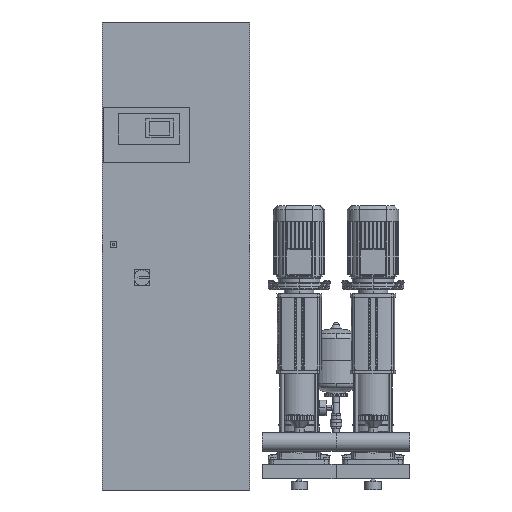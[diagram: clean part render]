
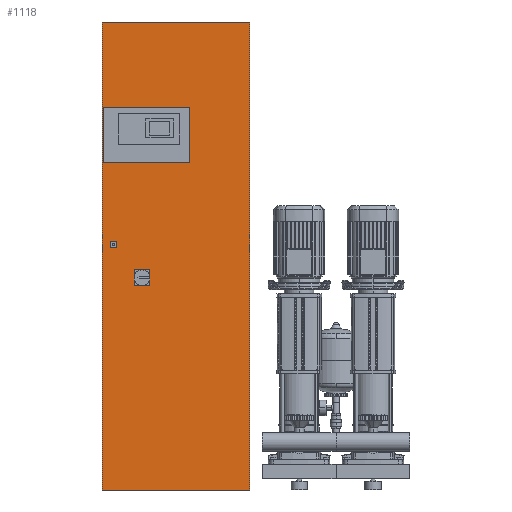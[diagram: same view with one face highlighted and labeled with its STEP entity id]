
A CAD part, front view. The second image highlights one B-rep face of the part: STEP entity #1118.
In plain terms, the highlighted planar face has unit normal (0, -1, 0).
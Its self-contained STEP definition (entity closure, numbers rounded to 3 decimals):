
#1011=CARTESIAN_POINT('',(-350.,-250.,950.0));
#1012=DIRECTION('',(0.0,-1.0,0.0));
#1013=DIRECTION('',(1.0,0.0,0.0));
#1014=AXIS2_PLACEMENT_3D('',#1011,#1012,#1013);
#1015=PLANE('',#1014);
#1016=CARTESIAN_POINT('',(-650.,-250.,1900.0));
#1017=VERTEX_POINT('',#1016);
#1018=CARTESIAN_POINT('',(-50.,-250.,1900.0));
#1019=VERTEX_POINT('',#1018);
#1020=CARTESIAN_POINT('',(-650.,-250.,1900.0));
#1021=DIRECTION('',(1.0,0.0,0.0));
#1022=VECTOR('',#1021,600.);
#1023=LINE('',#1020,#1022);
#1024=EDGE_CURVE('',#1017,#1019,#1023,.T.);
#1025=ORIENTED_EDGE('',*,*,#1024,.F.);
#1026=CARTESIAN_POINT('',(-650.0,-250.,0.));
#1027=VERTEX_POINT('',#1026);
#1028=CARTESIAN_POINT('',(-650.0,-250.,0.));
#1029=DIRECTION('',(0.0,0.0,1.0));
#1030=VECTOR('',#1029,1900.0);
#1031=LINE('',#1028,#1030);
#1032=EDGE_CURVE('',#1027,#1017,#1031,.T.);
#1033=ORIENTED_EDGE('',*,*,#1032,.F.);
#1034=CARTESIAN_POINT('',(-50.0,-250.,0.));
#1035=VERTEX_POINT('',#1034);
#1036=CARTESIAN_POINT('',(-50.0,-250.,0.));
#1037=DIRECTION('',(-1.0,0.0,0.0));
#1038=VECTOR('',#1037,600.0);
#1039=LINE('',#1036,#1038);
#1040=EDGE_CURVE('',#1035,#1027,#1039,.T.);
#1041=ORIENTED_EDGE('',*,*,#1040,.F.);
#1042=CARTESIAN_POINT('',(-50.,-250.,1900.0));
#1043=DIRECTION('',(0.0,0.0,-1.0));
#1044=VECTOR('',#1043,1900.0);
#1045=LINE('',#1042,#1044);
#1046=EDGE_CURVE('',#1019,#1035,#1045,.T.);
#1047=ORIENTED_EDGE('',*,*,#1046,.F.);
#1048=EDGE_LOOP('',(#1025,#1033,#1041,#1047));
#1049=FACE_OUTER_BOUND('',#1048,.T.);
#1050=CARTESIAN_POINT('',(-645.,-250.,1329.0));
#1051=VERTEX_POINT('',#1050);
#1052=CARTESIAN_POINT('',(-645.,-250.,1554.0));
#1053=VERTEX_POINT('',#1052);
#1054=CARTESIAN_POINT('',(-645.,-250.,1329.0));
#1055=DIRECTION('',(0.0,0.0,1.0));
#1056=VECTOR('',#1055,225.0);
#1057=LINE('',#1054,#1056);
#1058=EDGE_CURVE('',#1051,#1053,#1057,.T.);
#1059=ORIENTED_EDGE('',*,*,#1058,.T.);
#1060=CARTESIAN_POINT('',(-295.,-250.,1554.0));
#1061=VERTEX_POINT('',#1060);
#1062=CARTESIAN_POINT('',(-645.,-250.,1554.0));
#1063=DIRECTION('',(1.0,0.0,0.0));
#1064=VECTOR('',#1063,350.0);
#1065=LINE('',#1062,#1064);
#1066=EDGE_CURVE('',#1053,#1061,#1065,.T.);
#1067=ORIENTED_EDGE('',*,*,#1066,.T.);
#1068=CARTESIAN_POINT('',(-295.,-250.,1329.0));
#1069=VERTEX_POINT('',#1068);
#1070=CARTESIAN_POINT('',(-295.,-250.,1554.0));
#1071=DIRECTION('',(0.0,0.0,-1.0));
#1072=VECTOR('',#1071,225.0);
#1073=LINE('',#1070,#1072);
#1074=EDGE_CURVE('',#1061,#1069,#1073,.T.);
#1075=ORIENTED_EDGE('',*,*,#1074,.T.);
#1076=CARTESIAN_POINT('',(-295.,-250.,1329.0));
#1077=DIRECTION('',(-1.0,0.0,0.0));
#1078=VECTOR('',#1077,350.);
#1079=LINE('',#1076,#1078);
#1080=EDGE_CURVE('',#1069,#1051,#1079,.T.);
#1081=ORIENTED_EDGE('',*,*,#1080,.T.);
#1082=EDGE_LOOP('',(#1059,#1067,#1075,#1081));
#1083=FACE_BOUND('',#1082,.T.);
#1084=CARTESIAN_POINT('',(-617.,-250.,1009.));
#1085=VERTEX_POINT('',#1084);
#1086=CARTESIAN_POINT('',(-592.,-250.,1009.));
#1087=VERTEX_POINT('',#1086);
#1088=CARTESIAN_POINT('',(-617.,-250.,1009.));
#1089=DIRECTION('',(1.0,0.0,0.0));
#1090=VECTOR('',#1089,25.0);
#1091=LINE('',#1088,#1090);
#1092=EDGE_CURVE('',#1085,#1087,#1091,.T.);
#1093=ORIENTED_EDGE('',*,*,#1092,.T.);
#1094=CARTESIAN_POINT('',(-592.,-250.,984.));
#1095=VERTEX_POINT('',#1094);
#1096=CARTESIAN_POINT('',(-592.,-250.,1009.));
#1097=DIRECTION('',(0.0,0.0,-1.0));
#1098=VECTOR('',#1097,25.0);
#1099=LINE('',#1096,#1098);
#1100=EDGE_CURVE('',#1087,#1095,#1099,.T.);
#1101=ORIENTED_EDGE('',*,*,#1100,.T.);
#1102=CARTESIAN_POINT('',(-617.,-250.,984.));
#1103=VERTEX_POINT('',#1102);
#1104=CARTESIAN_POINT('',(-592.,-250.,984.));
#1105=DIRECTION('',(-1.0,0.0,0.0));
#1106=VECTOR('',#1105,25.0);
#1107=LINE('',#1104,#1106);
#1108=EDGE_CURVE('',#1095,#1103,#1107,.T.);
#1109=ORIENTED_EDGE('',*,*,#1108,.T.);
#1110=CARTESIAN_POINT('',(-617.,-250.,984.));
#1111=DIRECTION('',(0.0,0.0,1.0));
#1112=VECTOR('',#1111,25.0);
#1113=LINE('',#1110,#1112);
#1114=EDGE_CURVE('',#1103,#1085,#1113,.T.);
#1115=ORIENTED_EDGE('',*,*,#1114,.T.);
#1116=EDGE_LOOP('',(#1093,#1101,#1109,#1115));
#1117=FACE_BOUND('',#1116,.T.);
#1118=ADVANCED_FACE('',(#1049,#1083,#1117),#1015,.T.);
